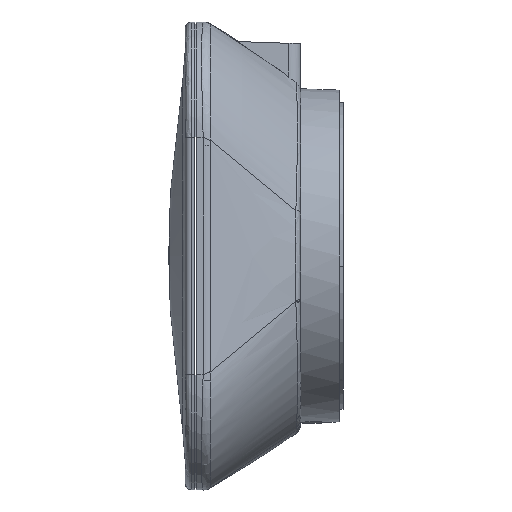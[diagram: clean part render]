
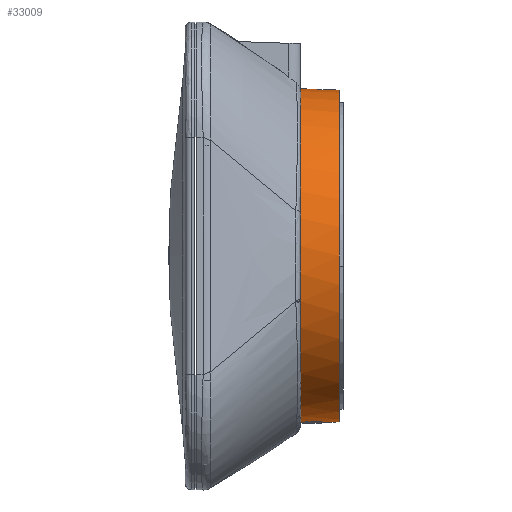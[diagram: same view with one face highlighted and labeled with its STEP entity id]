
A CAD part, left-side view. The second image highlights one B-rep face of the part: STEP entity #33009.
In plain terms, the highlighted conical face has half-angle 2 degrees and reference radius 26.8 mm.
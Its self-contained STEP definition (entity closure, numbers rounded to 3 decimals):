
#301 = CARTESIAN_POINT ( 'NONE',  ( -3.202, -14.117, -26.569 ) ) ;
#1089 = FACE_OUTER_BOUND ( 'NONE', #12588, .T. ) ;
#1333 = VERTEX_POINT ( 'NONE', #33584 ) ;
#1341 = EDGE_CURVE ( 'NONE', #1333, #31467, #41776, .T. ) ;
#1935 = CIRCLE ( 'NONE', #3981, 26.8 ) ;
#2659 = CIRCLE ( 'NONE', #29712, 26.683 ) ;
#2687 = ORIENTED_EDGE ( 'NONE', *, *, #40488, .F. ) ;
#3981 = AXIS2_PLACEMENT_3D ( 'NONE', #32556, #32387, #12393 ) ;
#3993 = LINE ( 'NONE', #33726, #5884 ) ;
#4093 = EDGE_CURVE ( 'NONE', #9467, #44552, #14648, .T. ) ;
#5675 = DIRECTION ( 'NONE',  ( 0., 0.999, -0.035 ) ) ;
#5884 = VECTOR ( 'NONE', #45198, 1000. ) ;
#7462 = AXIS2_PLACEMENT_3D ( 'NONE', #21299, #21473, #25309 ) ;
#7513 = AXIS2_PLACEMENT_3D ( 'NONE', #42382, #39359, #31299 ) ;
#9412 = CARTESIAN_POINT ( 'NONE',  ( -3.202, -13., -26.608 ) ) ;
#9467 = VERTEX_POINT ( 'NONE', #25619 ) ;
#12393 = DIRECTION ( 'NONE',  ( 0., 0., 1. ) ) ;
#12588 = EDGE_LOOP ( 'NONE', ( #17313, #51441, #42058, #2687, #49830, #15313 ) ) ;
#14648 = LINE ( 'NONE', #33171, #48567 ) ;
#15313 = ORIENTED_EDGE ( 'NONE', *, *, #21370, .T. ) ;
#15920 = EDGE_CURVE ( 'NONE', #9467, #18022, #26459, .T. ) ;
#17010 = CARTESIAN_POINT ( 'NONE',  ( 0., -16.35, 0. ) ) ;
#17313 = ORIENTED_EDGE ( 'NONE', *, *, #4093, .F. ) ;
#18022 = VERTEX_POINT ( 'NONE', #43815 ) ;
#18048 = CONICAL_SURFACE ( 'NONE', #7513, 26.8, 0.035 ) ;
#21299 = CARTESIAN_POINT ( 'NONE',  ( 0., -19.2, 0. ) ) ;
#21370 = EDGE_CURVE ( 'NONE', #31467, #44552, #2659, .T. ) ;
#21473 = DIRECTION ( 'NONE',  ( 0., 1., 0. ) ) ;
#25309 = DIRECTION ( 'NONE',  ( 0., 0., 1. ) ) ;
#25619 = CARTESIAN_POINT ( 'NONE',  ( 0., -19.2, -26.583 ) ) ;
#25753 = VERTEX_POINT ( 'NONE', #44278 ) ;
#26459 = CIRCLE ( 'NONE', #7462, 26.583 ) ;
#29712 = AXIS2_PLACEMENT_3D ( 'NONE', #17010, #45093, #36673 ) ;
#31299 = DIRECTION ( 'NONE',  ( 0., 0., 1. ) ) ;
#31467 = VERTEX_POINT ( 'NONE', #42022 ) ;
#32387 = DIRECTION ( 'NONE',  ( 0., 1., 0. ) ) ;
#32556 = CARTESIAN_POINT ( 'NONE',  ( 0., -13., 0. ) ) ;
#33009 = ADVANCED_FACE ( 'NONE', ( #1089 ), #18048, .T. ) ;
#33171 = CARTESIAN_POINT ( 'NONE',  ( 0., -13., -26.8 ) ) ;
#33233 = CARTESIAN_POINT ( 'NONE',  ( -3.202, -15.233, -26.529 ) ) ;
#33412 = CARTESIAN_POINT ( 'NONE',  ( -3.202, -16.35, -26.49 ) ) ;
#33584 = CARTESIAN_POINT ( 'NONE',  ( -3.202, -13., -26.608 ) ) ;
#33726 = CARTESIAN_POINT ( 'NONE',  ( 0., -13., 26.8 ) ) ;
#36673 = DIRECTION ( 'NONE',  ( 0., 0., -1. ) ) ;
#39359 = DIRECTION ( 'NONE',  ( 0., 1., 0. ) ) ;
#39443 = CARTESIAN_POINT ( 'NONE',  ( 0., -16.35, -26.683 ) ) ;
#40488 = EDGE_CURVE ( 'NONE', #1333, #25753, #1935, .T. ) ;
#41776 = B_SPLINE_CURVE_WITH_KNOTS ( 'NONE', 3,
 ( #9412, #301, #33233, #33412 ),
 .UNSPECIFIED., .F., .F.,
 ( 4, 4 ),
 ( 0., 0.003 ),
 .UNSPECIFIED. ) ;
#42022 = CARTESIAN_POINT ( 'NONE',  ( -3.202, -16.35, -26.49 ) ) ;
#42058 = ORIENTED_EDGE ( 'NONE', *, *, #47273, .T. ) ;
#42382 = CARTESIAN_POINT ( 'NONE',  ( 0., -13., 0. ) ) ;
#43815 = CARTESIAN_POINT ( 'NONE',  ( 0., -19.2, 26.583 ) ) ;
#44278 = CARTESIAN_POINT ( 'NONE',  ( 0., -13., 26.8 ) ) ;
#44552 = VERTEX_POINT ( 'NONE', #39443 ) ;
#45093 = DIRECTION ( 'NONE',  ( 0., -1., 0. ) ) ;
#45198 = DIRECTION ( 'NONE',  ( 0., 0.999, 0.035 ) ) ;
#47273 = EDGE_CURVE ( 'NONE', #18022, #25753, #3993, .T. ) ;
#48567 = VECTOR ( 'NONE', #5675, 1000. ) ;
#49830 = ORIENTED_EDGE ( 'NONE', *, *, #1341, .T. ) ;
#51441 = ORIENTED_EDGE ( 'NONE', *, *, #15920, .T. ) ;
